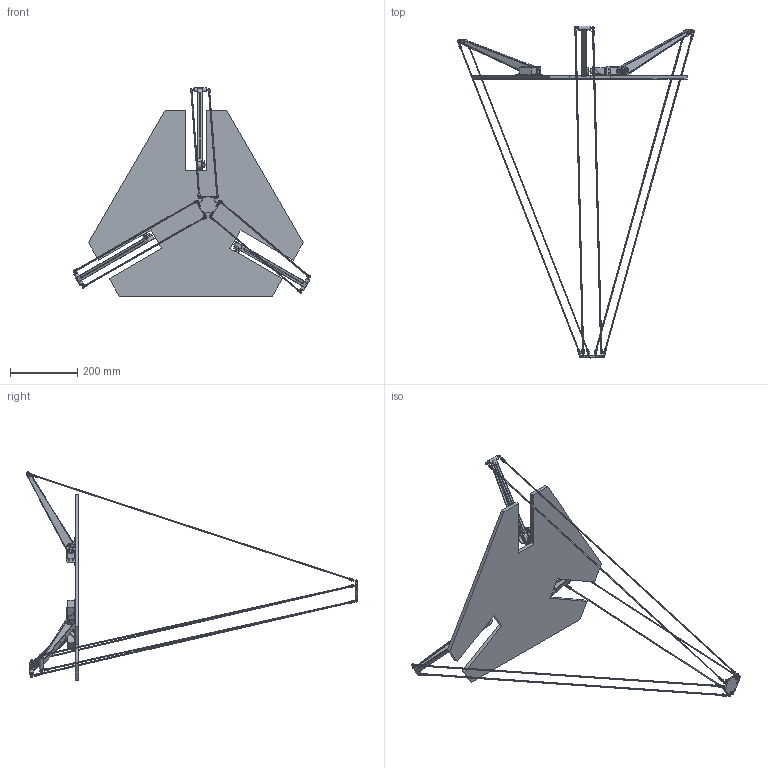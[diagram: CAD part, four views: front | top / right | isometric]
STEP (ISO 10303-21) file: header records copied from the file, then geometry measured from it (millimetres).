
FILE_DESCRIPTION(/* description */ (''),/* implementation_level */ '2;1');
FILE_NAME(/* name */ 'Delta_Robot_v1 v63 v6.step',/* time_stamp */ '2021-03-21T18:23:02+06:00',/* author */ (''),/* organization */ (''),/* preprocessor_version */ 'ST-DEVELOPER v18.1',/* originating_system */ 'Autodesk Translation Framework v9.10.0.1330',/* authorisation */ '');
FILE_SCHEMA (('AUTOMOTIVE_DESIGN { 1 0 10303 214 3 1 1 }'));
Length unit declared in the file: millimetre
Products named in the file (40): Delta_Robot_v1 v63; P1; Arm assembly; P3; P5; P5_1; P5_2; P5_3; P2; Arm assembly_1; P3_1; P5_4; P5_5; P5_6; P5_7; Arm assembly_2; P3_2; P3 1; 94500A221; P32; P4; P5_8; P6; P6_1; P5_9; 20; 30; P6_2; P6_3; P5_10; 20_1; 30_1; P5_11; 20_2; 30_2; P7; P8; 94500A223; 92290A277; 97654A384
Assembly tree (110 placements, depth 4):
  Delta_Robot_v1 v63
    P1
    Arm assembly
      P3
        P3 1
        94500A221  x4
        P32
      P4
      P5
        P6
        P6_1
      P5_1
        20
        30
      P6_2
      P6_3
      P5_2
        20_1
        30_1
      P5_3
        20_2
        30_2
      P7
      P8
      94500A223  x4
      92290A277  x4
    P2
    Arm assembly_1
      P3_1
        P3 1
        94500A221  x4
        P32
      P4
      P5_4
        P6
        P6_1
      P5_5
        20
        30
      P6_2
      P6_3
      P5_6
        20_1
        30_1
      P5_7
        20_2
        30_2
      P7
      P8
      94500A223  x4
      92290A277  x4
    Arm assembly_2
      P3_2
        P3 1
        94500A221  x4
        P32
      P4
      P5_8
        P6
        P6_1
Bounding box: 704.56 x 984.54 x 618.59 mm (x, y, z)
Volume: 2428341.4 mm3; surface area: 671048.4 mm2
Topology: 62 solids, 62 shells, 1480 faces, 3525 edges, 2226 vertices
Faces by surface type: cylinder 648, plane 580, cone 120, bspline 72, sphere 36, torus 24
Full cylindrical faces by diameter (mm): 2.35 x144, 2.671 x24, 2.938 x12, 3 x132, 3.5 x12, 4.529 x12, 5.7 x12, 7 x12, 8 x6, 12 x3, 16 x3, 22 x3, 25 x3
Entity records: 14634 total; most frequent: CARTESIAN_POINT 4170, DIRECTION 2152, ORIENTED_EDGE 1806, EDGE_CURVE 903, AXIS2_PLACEMENT_3D 806, VERTEX_POINT 581, LINE 540, VECTOR 540
